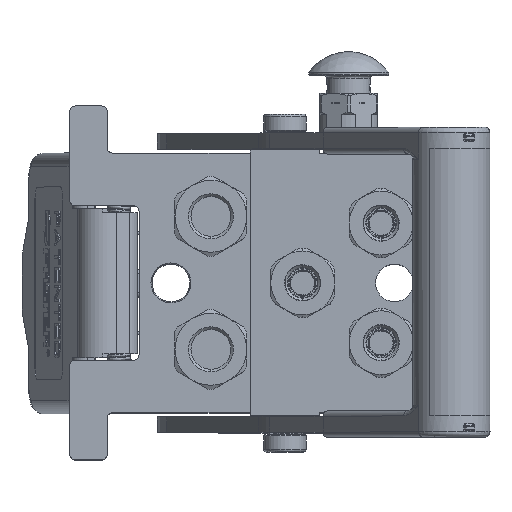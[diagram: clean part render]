
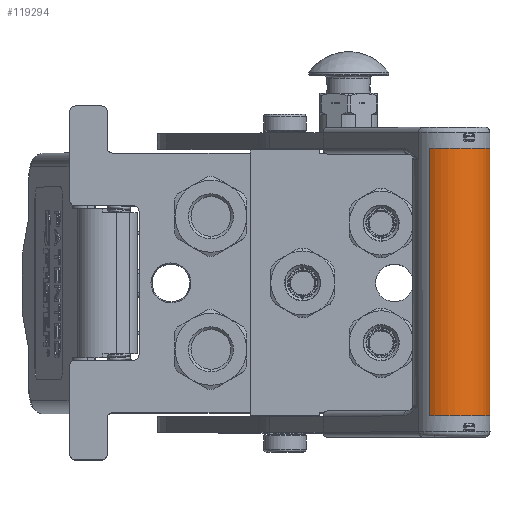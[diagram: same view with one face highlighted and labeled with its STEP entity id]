
A CAD part, top view. The second image highlights one B-rep face of the part: STEP entity #119294.
In plain terms, the highlighted cylindrical face has radius 14.5 mm (diameter 29 mm), a partial arc.
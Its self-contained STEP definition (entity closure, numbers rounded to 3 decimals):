
#7125 = DIRECTION ( 'NONE',  ( 0., 0., -1. ) ) ;
#12338 = CARTESIAN_POINT ( 'NONE',  ( 46.5, -7.576, -12.363 ) ) ;
#14134 = LINE ( 'NONE', #67658, #84458 ) ;
#14466 = CARTESIAN_POINT ( 'NONE',  ( -46., 0., -14.5 ) ) ;
#14893 = VERTEX_POINT ( 'NONE', #111756 ) ;
#16800 = EDGE_CURVE ( 'NONE', #34834, #117697, #54474, .T. ) ;
#21165 = CYLINDRICAL_SURFACE ( 'NONE', #67037, 14.5 ) ;
#21798 = DIRECTION ( 'NONE',  ( 1., 0., 0. ) ) ;
#22531 = DIRECTION ( 'NONE',  ( -1., 0., 0. ) ) ;
#23800 = EDGE_CURVE ( 'NONE', #50049, #33929, #119474, .T. ) ;
#24398 = EDGE_CURVE ( 'NONE', #33929, #84215, #132755, .T. ) ;
#24736 = CIRCLE ( 'NONE', #86157, 14.5 ) ;
#26542 = ORIENTED_EDGE ( 'NONE', *, *, #39994, .F. ) ;
#30888 = VECTOR ( 'NONE', #44674, 1000. ) ;
#32611 = DIRECTION ( 'NONE',  ( 0., -0.522, -0.853 ) ) ;
#33171 = DIRECTION ( 'NONE',  ( 1., 0., 0. ) ) ;
#33929 = VERTEX_POINT ( 'NONE', #108587 ) ;
#34834 = VERTEX_POINT ( 'NONE', #14466 ) ;
#36419 = VECTOR ( 'NONE', #33171, 1000. ) ;
#38152 = CIRCLE ( 'NONE', #101699, 14.5 ) ;
#39994 = EDGE_CURVE ( 'NONE', #121590, #84215, #14134, .T. ) ;
#44014 = CARTESIAN_POINT ( 'NONE',  ( 50.5, 0., 0. ) ) ;
#44118 = ORIENTED_EDGE ( 'NONE', *, *, #24398, .T. ) ;
#44674 = DIRECTION ( 'NONE',  ( 1., 0., 0. ) ) ;
#46164 = VECTOR ( 'NONE', #102032, 1000. ) ;
#48366 = ORIENTED_EDGE ( 'NONE', *, *, #23800, .T. ) ;
#50049 = VERTEX_POINT ( 'NONE', #12338 ) ;
#52271 = ORIENTED_EDGE ( 'NONE', *, *, #16800, .T. ) ;
#53396 = CARTESIAN_POINT ( 'NONE',  ( -50., -7.576, -12.363 ) ) ;
#53723 = CARTESIAN_POINT ( 'NONE',  ( 46.5, 0., 0. ) ) ;
#53864 = EDGE_CURVE ( 'NONE', #14893, #50049, #95667, .T. ) ;
#54474 = LINE ( 'NONE', #111833, #46164 ) ;
#56152 = EDGE_CURVE ( 'NONE', #68314, #34834, #24736, .T. ) ;
#58296 = DIRECTION ( 'NONE',  ( 1., 0., 0. ) ) ;
#59992 = CARTESIAN_POINT ( 'NONE',  ( 46.5, 0., 0. ) ) ;
#60350 = ORIENTED_EDGE ( 'NONE', *, *, #138229, .T. ) ;
#62640 = VERTEX_POINT ( 'NONE', #53396 ) ;
#65752 = CARTESIAN_POINT ( 'NONE',  ( -46., 0., 0. ) ) ;
#67037 = AXIS2_PLACEMENT_3D ( 'NONE', #116271, #136853, #126102 ) ;
#67658 = CARTESIAN_POINT ( 'NONE',  ( -50., 0., 14.5 ) ) ;
#67839 = ORIENTED_EDGE ( 'NONE', *, *, #53864, .T. ) ;
#68314 = VERTEX_POINT ( 'NONE', #78022 ) ;
#70118 = EDGE_CURVE ( 'NONE', #117697, #14893, #114980, .T. ) ;
#70218 = EDGE_CURVE ( 'NONE', #62640, #68314, #89933, .T. ) ;
#70745 = DIRECTION ( 'NONE',  ( -1., 0., 0. ) ) ;
#72509 = AXIS2_PLACEMENT_3D ( 'NONE', #53723, #75240, #84658 ) ;
#74102 = DIRECTION ( 'NONE',  ( 1., 0., 0. ) ) ;
#74692 = ORIENTED_EDGE ( 'NONE', *, *, #70118, .T. ) ;
#75240 = DIRECTION ( 'NONE',  ( -1., 0., 0. ) ) ;
#75885 = CARTESIAN_POINT ( 'NONE',  ( 46.5, 0., -14.5 ) ) ;
#76292 = DIRECTION ( 'NONE',  ( 0., -0.522, -0.853 ) ) ;
#78022 = CARTESIAN_POINT ( 'NONE',  ( -46., -7.576, -12.363 ) ) ;
#84215 = VERTEX_POINT ( 'NONE', #121352 ) ;
#84458 = VECTOR ( 'NONE', #58296, 1000. ) ;
#84658 = DIRECTION ( 'NONE',  ( 0., 0., -1. ) ) ;
#86157 = AXIS2_PLACEMENT_3D ( 'NONE', #65752, #21798, #32611 ) ;
#89933 = LINE ( 'NONE', #107953, #36419 ) ;
#93111 = ORIENTED_EDGE ( 'NONE', *, *, #70218, .T. ) ;
#93289 = CARTESIAN_POINT ( 'NONE',  ( -50., 0., 14.5 ) ) ;
#95667 = CIRCLE ( 'NONE', #130736, 14.5 ) ;
#101699 = AXIS2_PLACEMENT_3D ( 'NONE', #116153, #74102, #127836 ) ;
#102032 = DIRECTION ( 'NONE',  ( 1., 0., 0. ) ) ;
#107953 = CARTESIAN_POINT ( 'NONE',  ( -50., -7.576, -12.363 ) ) ;
#108587 = CARTESIAN_POINT ( 'NONE',  ( 50.5, -7.576, -12.363 ) ) ;
#108711 = CARTESIAN_POINT ( 'NONE',  ( 46.5, -7.576, -12.363 ) ) ;
#111756 = CARTESIAN_POINT ( 'NONE',  ( 46.5, -7.111, -12.636 ) ) ;
#111833 = CARTESIAN_POINT ( 'NONE',  ( -46., 0., -14.5 ) ) ;
#114980 = CIRCLE ( 'NONE', #72509, 14.5 ) ;
#116153 = CARTESIAN_POINT ( 'NONE',  ( -50., 0., 0. ) ) ;
#116271 = CARTESIAN_POINT ( 'NONE',  ( -50., 0., 0. ) ) ;
#117697 = VERTEX_POINT ( 'NONE', #75885 ) ;
#119294 = ADVANCED_FACE ( 'NONE', ( #131564 ), #21165, .T. ) ;
#119474 = LINE ( 'NONE', #108711, #30888 ) ;
#121352 = CARTESIAN_POINT ( 'NONE',  ( 50.5, 0., 14.5 ) ) ;
#121590 = VERTEX_POINT ( 'NONE', #93289 ) ;
#122276 = EDGE_LOOP ( 'NONE', ( #52271, #74692, #67839, #48366, #44118, #26542, #60350, #93111, #124315 ) ) ;
#124315 = ORIENTED_EDGE ( 'NONE', *, *, #56152, .T. ) ;
#126102 = DIRECTION ( 'NONE',  ( 0., 0., -1. ) ) ;
#127616 = AXIS2_PLACEMENT_3D ( 'NONE', #44014, #22531, #76292 ) ;
#127836 = DIRECTION ( 'NONE',  ( 0., 0., 1. ) ) ;
#130736 = AXIS2_PLACEMENT_3D ( 'NONE', #59992, #70745, #7125 ) ;
#131564 = FACE_OUTER_BOUND ( 'NONE', #122276, .T. ) ;
#132755 = CIRCLE ( 'NONE', #127616, 14.5 ) ;
#136853 = DIRECTION ( 'NONE',  ( -1., 0., 0. ) ) ;
#138229 = EDGE_CURVE ( 'NONE', #121590, #62640, #38152, .T. ) ;
